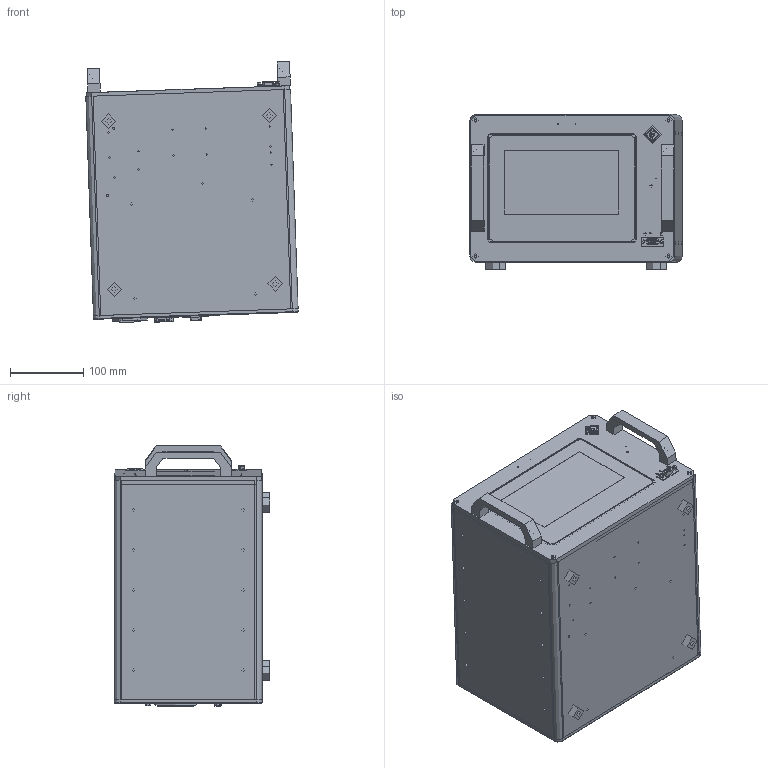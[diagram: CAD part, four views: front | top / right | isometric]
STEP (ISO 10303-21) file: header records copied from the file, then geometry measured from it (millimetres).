
FILE_DESCRIPTION (( 'STEP AP203' ), '1' );
FILE_NAME ('528269.STEP', '2024-06-20T03:19:11', ( 'Windows User' ), ( 'P R C' ), 'SwSTEP 2.0', 'SolidWorks 2020', '' );
FILE_SCHEMA (( 'CONFIG_CONTROL_DESIGN' ));
Products named in the file (1): 528269
Bounding box: 290.33 x 212 x 356.74 mm (x, y, z)
Topology: 0 solids, 196 shells, 1050 faces, 4374 edges, 3554 vertices
Faces by surface type: plane 449, cylinder 382, cone 98, bspline 72, torus 45, sphere 4
Full cylindrical faces by diameter (mm): 1 x53, 1.2 x17, 1.201 x5, 2.5 x32, 3 x64, 3.2 x2, 3.3 x4, 3.4 x1, 4 x20, 4.4 x2, 4.5 x8, 5.54 x1, 7 x4, 7.53 x4, 8 x4, 16 x1, 18.3 x1, 20 x4, 25 x1
Entity records: 83979 total; most frequent: CARTESIAN_POINT 52330, ORIENTED_EDGE 5760, DIRECTION 5143, EDGE_CURVE 3968, VERTEX_POINT 3455, EDGE_LOOP 1834, AXIS2_PLACEMENT_3D 1793, B_SPLINE_CURVE_WITH_KNOTS 1582
